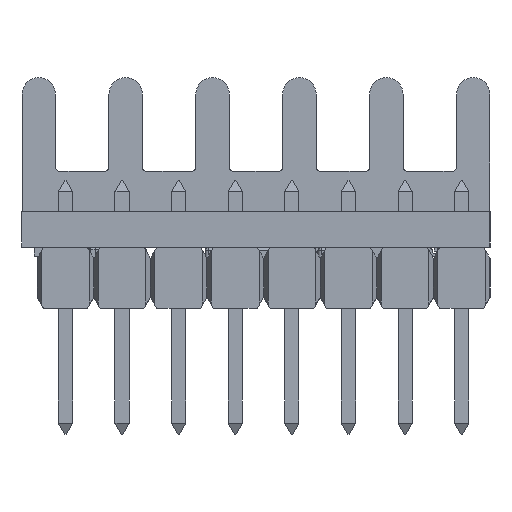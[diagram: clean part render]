
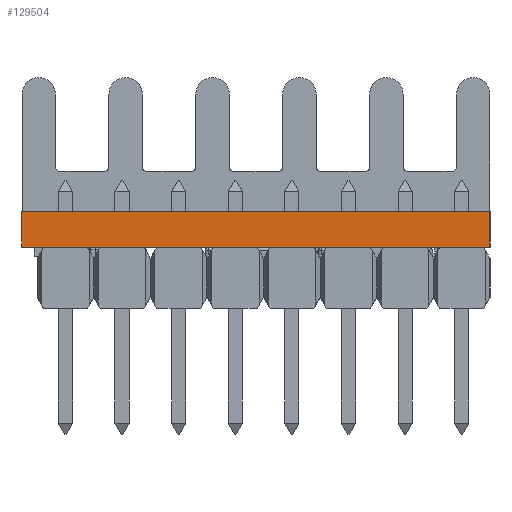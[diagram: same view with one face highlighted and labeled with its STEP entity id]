
A CAD part, left-side view. The second image highlights one B-rep face of the part: STEP entity #129504.
In plain terms, the highlighted planar face has unit normal (-1, 0, 0).
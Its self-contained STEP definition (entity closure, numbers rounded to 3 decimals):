
#5639 = DIRECTION ( 'NONE',  ( 0., 1., 0. ) ) ;
#6663 = DIRECTION ( 'NONE',  ( 0., -1., 0. ) ) ;
#11942 = DIRECTION ( 'NONE',  ( 0., 0., -1. ) ) ;
#16050 = DIRECTION ( 'NONE',  ( 0., 0., -1. ) ) ;
#16656 = CARTESIAN_POINT ( 'NONE',  ( 0., 21., -1.601 ) ) ;
#21389 = VERTEX_POINT ( 'NONE', #120080 ) ;
#24259 = LINE ( 'NONE', #74145, #128781 ) ;
#27728 = CARTESIAN_POINT ( 'NONE',  ( 0., 21., 0. ) ) ;
#34063 = CARTESIAN_POINT ( 'NONE',  ( 0., 0., 0. ) ) ;
#34562 = EDGE_CURVE ( 'NONE', #47152, #137523, #147778, .T. ) ;
#46356 = ORIENTED_EDGE ( 'NONE', *, *, #100168, .F. ) ;
#47152 = VERTEX_POINT ( 'NONE', #27728 ) ;
#68479 = ORIENTED_EDGE ( 'NONE', *, *, #165875, .T. ) ;
#68907 = CARTESIAN_POINT ( 'NONE',  ( 0., 0., -1.601 ) ) ;
#74145 = CARTESIAN_POINT ( 'NONE',  ( 0., 0., -1.601 ) ) ;
#77748 = AXIS2_PLACEMENT_3D ( 'NONE', #175262, #93594, #11942 ) ;
#80131 = CARTESIAN_POINT ( 'NONE',  ( 0., 21., -1.601 ) ) ;
#93594 = DIRECTION ( 'NONE',  ( 1., 0., 0. ) ) ;
#100168 = EDGE_CURVE ( 'NONE', #21389, #137300, #24259, .T. ) ;
#106753 = PLANE ( 'NONE',  #77748 ) ;
#107865 = LINE ( 'NONE', #16656, #144052 ) ;
#108447 = EDGE_LOOP ( 'NONE', ( #171744, #132270, #68479, #46356 ) ) ;
#115696 = CARTESIAN_POINT ( 'NONE',  ( 0., 21., 0. ) ) ;
#120080 = CARTESIAN_POINT ( 'NONE',  ( 0., 0., -1.601 ) ) ;
#123787 = DIRECTION ( 'NONE',  ( 0., 0., 1. ) ) ;
#127541 = FACE_OUTER_BOUND ( 'NONE', #108447, .T. ) ;
#128781 = VECTOR ( 'NONE', #5639, 1000. ) ;
#129504 = ADVANCED_FACE ( 'NONE', ( #127541 ), #106753, .F. ) ;
#132270 = ORIENTED_EDGE ( 'NONE', *, *, #34562, .F. ) ;
#137300 = VERTEX_POINT ( 'NONE', #80131 ) ;
#137523 = VERTEX_POINT ( 'NONE', #34063 ) ;
#143470 = VECTOR ( 'NONE', #6663, 1000. ) ;
#144052 = VECTOR ( 'NONE', #16050, 1000. ) ;
#147778 = LINE ( 'NONE', #115696, #143470 ) ;
#148414 = EDGE_CURVE ( 'NONE', #21389, #137523, #171817, .T. ) ;
#165875 = EDGE_CURVE ( 'NONE', #47152, #137300, #107865, .T. ) ;
#167543 = VECTOR ( 'NONE', #123787, 1000. ) ;
#171744 = ORIENTED_EDGE ( 'NONE', *, *, #148414, .T. ) ;
#171817 = LINE ( 'NONE', #68907, #167543 ) ;
#175262 = CARTESIAN_POINT ( 'NONE',  ( 0., 21., -1.601 ) ) ;
